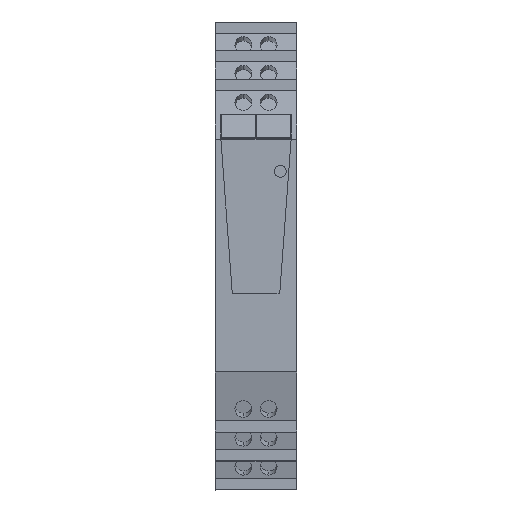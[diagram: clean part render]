
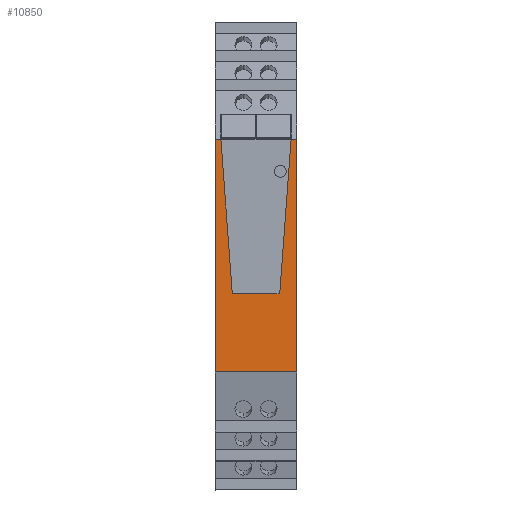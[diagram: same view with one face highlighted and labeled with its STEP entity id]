
A CAD part, top view. The second image highlights one B-rep face of the part: STEP entity #10850.
In plain terms, the highlighted planar face has unit normal (0, 0, 1).
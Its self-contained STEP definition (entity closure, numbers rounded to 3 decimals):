
#10828=AXIS2_PLACEMENT_3D('Plane Axis2P3D',#10825,#10826,#10827) ;
#41=CARTESIAN_POINT('Vertex',(7.535,41.85,89.1)) ;
#57=CARTESIAN_POINT('Vertex',(3.679,41.85,89.1)) ;
#60=CARTESIAN_POINT('Line Origine',(5.607,41.85,89.1)) ;
#89=CARTESIAN_POINT('Vertex',(2.251,61.249,89.1)) ;
#94=CARTESIAN_POINT('Line Origine',(2.965,51.549,89.1)) ;
#116=CARTESIAN_POINT('Vertex',(2.152,62.597,89.1)) ;
#121=CARTESIAN_POINT('Line Origine',(2.155,62.548,89.1)) ;
#125=CARTESIAN_POINT('Vertex',(2.159,62.5,89.1)) ;
#128=CARTESIAN_POINT('Line Origine',(2.201,61.923,89.1)) ;
#132=CARTESIAN_POINT('Vertex',(2.244,61.346,89.1)) ;
#135=CARTESIAN_POINT('Line Origine',(2.247,61.297,89.1)) ;
#213=CARTESIAN_POINT('Line Origine',(1.701,68.724,89.1)) ;
#217=CARTESIAN_POINT('Vertex',(1.25,74.85,89.1)) ;
#258=CARTESIAN_POINT('Vertex',(16.249,74.83,89.1)) ;
#265=CARTESIAN_POINT('Vertex',(13.821,41.85,89.1)) ;
#268=CARTESIAN_POINT('Line Origine',(15.035,58.34,89.1)) ;
#286=CARTESIAN_POINT('Line Origine',(16.249,74.83,89.1)) ;
#290=CARTESIAN_POINT('Vertex',(16.25,74.83,89.1)) ;
#320=CARTESIAN_POINT('Line Origine',(16.25,74.85,89.1)) ;
#324=CARTESIAN_POINT('Vertex',(16.25,74.871,89.1)) ;
#582=CARTESIAN_POINT('Line Origine',(16.875,74.871,89.1)) ;
#586=CARTESIAN_POINT('Vertex',(17.5,74.871,89.1)) ;
#607=CARTESIAN_POINT('Vertex',(0.,74.871,89.1)) ;
#610=CARTESIAN_POINT('Line Origine',(0.625,74.871,89.1)) ;
#614=CARTESIAN_POINT('Vertex',(1.25,74.871,89.1)) ;
#752=CARTESIAN_POINT('Line Origine',(17.5,50.,89.1)) ;
#756=CARTESIAN_POINT('Vertex',(17.5,25.129,89.1)) ;
#913=CARTESIAN_POINT('Line Origine',(8.75,25.129,89.1)) ;
#917=CARTESIAN_POINT('Vertex',(0.,25.129,89.1)) ;
#974=CARTESIAN_POINT('Line Origine',(0.,50.,89.1)) ;
#1342=CARTESIAN_POINT('Line Origine',(1.25,74.86,89.1)) ;
#10776=CARTESIAN_POINT('Vertex',(10.965,41.85,89.1)) ;
#10779=CARTESIAN_POINT('Line Origine',(12.322,41.85,89.1)) ;
#10783=CARTESIAN_POINT('Vertex',(13.679,41.85,89.1)) ;
#10799=CARTESIAN_POINT('Line Origine',(13.75,41.85,89.1)) ;
#10812=CARTESIAN_POINT('Line Origine',(9.25,41.85,89.1)) ;
#10825=CARTESIAN_POINT('Axis2P3D Location',(1.25,100.,89.1)) ;
#61=DIRECTION('Vector Direction',(-1.,0.,0.)) ;
#95=DIRECTION('Vector Direction',(-0.073,0.997,0.)) ;
#122=DIRECTION('Vector Direction',(-0.073,0.997,0.)) ;
#129=DIRECTION('Vector Direction',(-0.073,0.997,0.)) ;
#136=DIRECTION('Vector Direction',(-0.073,0.997,0.)) ;
#214=DIRECTION('Vector Direction',(0.073,-0.997,0.)) ;
#269=DIRECTION('Vector Direction',(0.073,0.997,0.)) ;
#287=DIRECTION('Vector Direction',(-1.,0.,0.)) ;
#321=DIRECTION('Vector Direction',(0.,1.,0.)) ;
#583=DIRECTION('Vector Direction',(-1.,0.,0.)) ;
#611=DIRECTION('Vector Direction',(1.,0.,0.)) ;
#753=DIRECTION('Vector Direction',(0.,1.,0.)) ;
#914=DIRECTION('Vector Direction',(1.,0.,0.)) ;
#975=DIRECTION('Vector Direction',(0.,-1.,0.)) ;
#1343=DIRECTION('Vector Direction',(0.,-1.,0.)) ;
#10780=DIRECTION('Vector Direction',(-1.,0.,0.)) ;
#10800=DIRECTION('Vector Direction',(-1.,0.,0.)) ;
#10813=DIRECTION('Vector Direction',(-1.,0.,0.)) ;
#10826=DIRECTION('Axis2P3D Direction',(0.,-0.,-1.)) ;
#10827=DIRECTION('Axis2P3D XDirection',(0.,-1.,0.)) ;
#62=VECTOR('Line Direction',#61,1.) ;
#96=VECTOR('Line Direction',#95,1.) ;
#123=VECTOR('Line Direction',#122,1.) ;
#130=VECTOR('Line Direction',#129,1.) ;
#137=VECTOR('Line Direction',#136,1.) ;
#215=VECTOR('Line Direction',#214,1.) ;
#270=VECTOR('Line Direction',#269,1.) ;
#288=VECTOR('Line Direction',#287,1.) ;
#322=VECTOR('Line Direction',#321,1.) ;
#584=VECTOR('Line Direction',#583,1.) ;
#612=VECTOR('Line Direction',#611,1.) ;
#754=VECTOR('Line Direction',#753,1.) ;
#915=VECTOR('Line Direction',#914,1.) ;
#976=VECTOR('Line Direction',#975,1.) ;
#1344=VECTOR('Line Direction',#1343,1.) ;
#10781=VECTOR('Line Direction',#10780,1.) ;
#10801=VECTOR('Line Direction',#10800,1.) ;
#10814=VECTOR('Line Direction',#10813,1.) ;
#10831=ORIENTED_EDGE('',*,*,#10803,.T.) ;
#10832=ORIENTED_EDGE('',*,*,#10785,.T.) ;
#10833=ORIENTED_EDGE('',*,*,#10816,.T.) ;
#10834=ORIENTED_EDGE('',*,*,#64,.T.) ;
#10835=ORIENTED_EDGE('',*,*,#98,.T.) ;
#10836=ORIENTED_EDGE('',*,*,#139,.T.) ;
#10837=ORIENTED_EDGE('',*,*,#134,.T.) ;
#10838=ORIENTED_EDGE('',*,*,#127,.T.) ;
#10839=ORIENTED_EDGE('',*,*,#219,.F.) ;
#10840=ORIENTED_EDGE('',*,*,#1346,.F.) ;
#10841=ORIENTED_EDGE('',*,*,#616,.F.) ;
#10842=ORIENTED_EDGE('',*,*,#978,.F.) ;
#10843=ORIENTED_EDGE('',*,*,#919,.T.) ;
#10844=ORIENTED_EDGE('',*,*,#758,.F.) ;
#10845=ORIENTED_EDGE('',*,*,#588,.F.) ;
#10846=ORIENTED_EDGE('',*,*,#326,.F.) ;
#10847=ORIENTED_EDGE('',*,*,#292,.T.) ;
#10848=ORIENTED_EDGE('',*,*,#272,.F.) ;
#10850=ADVANCED_FACE('GEHAEUSE',(#10849),#10829,.F.) ;
#64=EDGE_CURVE('',#42,#58,#63,.T.) ;
#98=EDGE_CURVE('',#58,#90,#97,.T.) ;
#127=EDGE_CURVE('',#126,#117,#124,.T.) ;
#134=EDGE_CURVE('',#133,#126,#131,.T.) ;
#139=EDGE_CURVE('',#90,#133,#138,.T.) ;
#219=EDGE_CURVE('',#218,#117,#216,.T.) ;
#272=EDGE_CURVE('',#266,#259,#271,.T.) ;
#292=EDGE_CURVE('',#291,#259,#289,.T.) ;
#326=EDGE_CURVE('',#291,#325,#323,.T.) ;
#588=EDGE_CURVE('',#325,#587,#585,.F.) ;
#616=EDGE_CURVE('',#608,#615,#613,.T.) ;
#758=EDGE_CURVE('',#587,#757,#755,.F.) ;
#919=EDGE_CURVE('',#918,#757,#916,.T.) ;
#978=EDGE_CURVE('',#918,#608,#977,.F.) ;
#1346=EDGE_CURVE('',#615,#218,#1345,.T.) ;
#10785=EDGE_CURVE('',#10784,#10777,#10782,.T.) ;
#10803=EDGE_CURVE('',#266,#10784,#10802,.T.) ;
#10816=EDGE_CURVE('',#10777,#42,#10815,.T.) ;
#10830=EDGE_LOOP('',(#10831,#10832,#10833,#10834,#10835,#10836,#10837,#10838,#10839,#10840,#10841,#10842,#10843,#10844,#10845,#10846,#10847,#10848)) ;
#10849=FACE_OUTER_BOUND('',#10830,.T.) ;
#63=LINE('Line',#60,#62) ;
#97=LINE('Line',#94,#96) ;
#124=LINE('Line',#121,#123) ;
#131=LINE('Line',#128,#130) ;
#138=LINE('Line',#135,#137) ;
#216=LINE('Line',#213,#215) ;
#271=LINE('Line',#268,#270) ;
#289=LINE('Line',#286,#288) ;
#323=LINE('Line',#320,#322) ;
#585=LINE('Line',#582,#584) ;
#613=LINE('Line',#610,#612) ;
#755=LINE('Line',#752,#754) ;
#916=LINE('Line',#913,#915) ;
#977=LINE('Line',#974,#976) ;
#1345=LINE('Line',#1342,#1344) ;
#10782=LINE('Line',#10779,#10781) ;
#10802=LINE('Line',#10799,#10801) ;
#10815=LINE('Line',#10812,#10814) ;
#10829=PLANE('',#10828) ;
#42=VERTEX_POINT('',#41) ;
#58=VERTEX_POINT('',#57) ;
#90=VERTEX_POINT('',#89) ;
#117=VERTEX_POINT('',#116) ;
#126=VERTEX_POINT('',#125) ;
#133=VERTEX_POINT('',#132) ;
#218=VERTEX_POINT('',#217) ;
#259=VERTEX_POINT('',#258) ;
#266=VERTEX_POINT('',#265) ;
#291=VERTEX_POINT('',#290) ;
#325=VERTEX_POINT('',#324) ;
#587=VERTEX_POINT('',#586) ;
#608=VERTEX_POINT('',#607) ;
#615=VERTEX_POINT('',#614) ;
#757=VERTEX_POINT('',#756) ;
#918=VERTEX_POINT('',#917) ;
#10777=VERTEX_POINT('',#10776) ;
#10784=VERTEX_POINT('',#10783) ;
